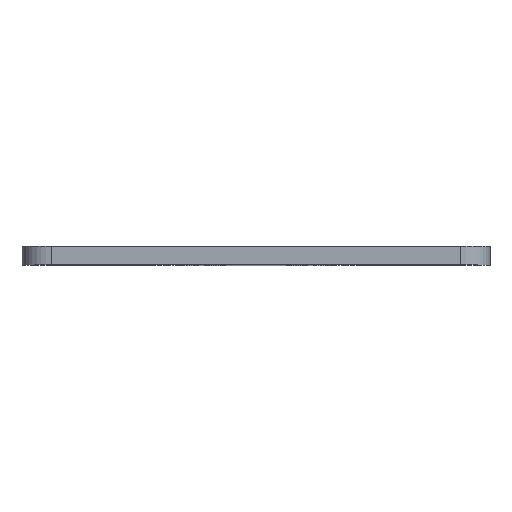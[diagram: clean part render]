
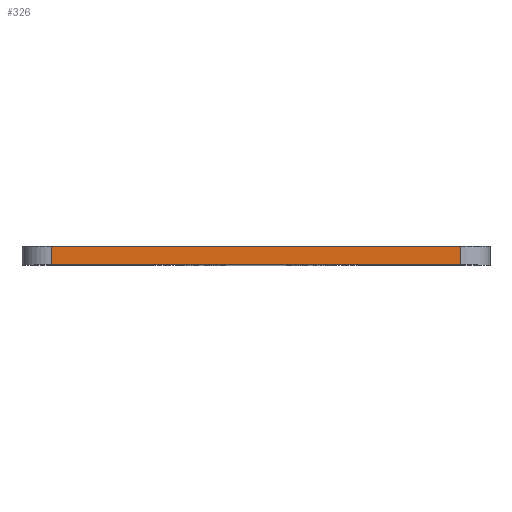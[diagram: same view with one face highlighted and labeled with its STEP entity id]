
A CAD part, top view. The second image highlights one B-rep face of the part: STEP entity #326.
In plain terms, the highlighted planar face has unit normal (0, 0, 1).
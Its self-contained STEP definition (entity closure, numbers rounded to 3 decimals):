
#46 = DIRECTION ( 'NONE',  ( 0., 0., 1. ) ) ;
#92 = VECTOR ( 'NONE', #865, 1000. ) ;
#156 = CARTESIAN_POINT ( 'NONE',  ( 20., -63.35, 22.5 ) ) ;
#185 = LINE ( 'NONE', #463, #947 ) ;
#212 = AXIS2_PLACEMENT_3D ( 'NONE', #156, #46, #763 ) ;
#266 = LINE ( 'NONE', #1340, #667 ) ;
#326 = ADVANCED_FACE ( 'NONE', ( #700 ), #510, .T. ) ;
#404 = LINE ( 'NONE', #1369, #92 ) ;
#463 = CARTESIAN_POINT ( 'NONE',  ( 20., -63.35, 22.5 ) ) ;
#510 = PLANE ( 'NONE',  #212 ) ;
#521 = VECTOR ( 'NONE', #1319, 1000. ) ;
#646 = EDGE_CURVE ( 'NONE', #1260, #782, #404, .T. ) ;
#667 = VECTOR ( 'NONE', #688, 1000. ) ;
#670 = VERTEX_POINT ( 'NONE', #868 ) ;
#688 = DIRECTION ( 'NONE',  ( -1., 0., 0. ) ) ;
#700 = FACE_OUTER_BOUND ( 'NONE', #1186, .T. ) ;
#750 = EDGE_CURVE ( 'NONE', #1260, #1525, #185, .T. ) ;
#756 = CARTESIAN_POINT ( 'NONE',  ( -70., -63.35, 22.5 ) ) ;
#763 = DIRECTION ( 'NONE',  ( 1., 0., 0. ) ) ;
#782 = VERTEX_POINT ( 'NONE', #1044 ) ;
#804 = ORIENTED_EDGE ( 'NONE', *, *, #1019, .T. ) ;
#860 = ORIENTED_EDGE ( 'NONE', *, *, #646, .T. ) ;
#865 = DIRECTION ( 'NONE',  ( 0., 1., 0. ) ) ;
#868 = CARTESIAN_POINT ( 'NONE',  ( -70., -57., 22.5 ) ) ;
#947 = VECTOR ( 'NONE', #1227, 1000. ) ;
#1019 = EDGE_CURVE ( 'NONE', #782, #670, #266, .T. ) ;
#1036 = CARTESIAN_POINT ( 'NONE',  ( 70., -63.35, 22.5 ) ) ;
#1044 = CARTESIAN_POINT ( 'NONE',  ( 70., -57., 22.5 ) ) ;
#1150 = ORIENTED_EDGE ( 'NONE', *, *, #750, .F. ) ;
#1186 = EDGE_LOOP ( 'NONE', ( #1150, #860, #804, #1542 ) ) ;
#1204 = CARTESIAN_POINT ( 'NONE',  ( -70., -63.35, 22.5 ) ) ;
#1227 = DIRECTION ( 'NONE',  ( -1., 0., 0. ) ) ;
#1260 = VERTEX_POINT ( 'NONE', #1036 ) ;
#1276 = EDGE_CURVE ( 'NONE', #670, #1525, #1514, .T. ) ;
#1319 = DIRECTION ( 'NONE',  ( 0., -1., 0. ) ) ;
#1340 = CARTESIAN_POINT ( 'NONE',  ( 20., -57., 22.5 ) ) ;
#1369 = CARTESIAN_POINT ( 'NONE',  ( 70., -63.35, 22.5 ) ) ;
#1514 = LINE ( 'NONE', #1204, #521 ) ;
#1525 = VERTEX_POINT ( 'NONE', #756 ) ;
#1542 = ORIENTED_EDGE ( 'NONE', *, *, #1276, .T. ) ;
